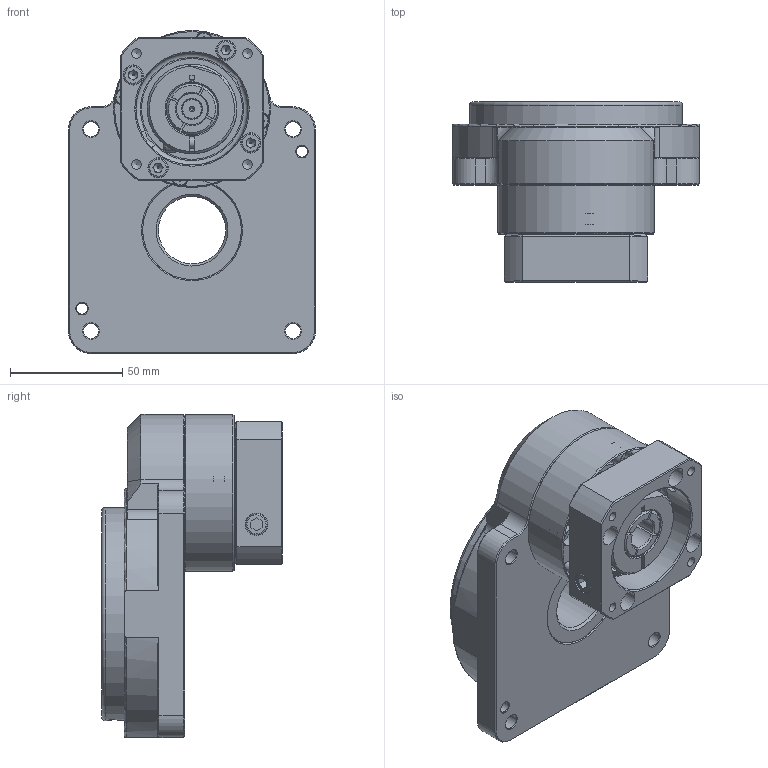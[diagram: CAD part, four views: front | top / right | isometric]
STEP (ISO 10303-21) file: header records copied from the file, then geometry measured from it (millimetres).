
FILE_DESCRIPTION((''),'2;1');
FILE_NAME('KGT-110C-1.stp','2016-10-19T12:39:02',('Young'),(''),'Autodesk Inventor 2012','Autodesk Inventor 2012','');
FILE_SCHEMA(('AUTOMOTIVE_DESIGN { 1 0 10303 214 1 1 1 1 }'));
Length unit declared in the file: millimetre
Products named in the file (3): 조립품9; KGT-110C-1; BS 4168 : 부품 1 6각 소켓 머리 캡 나사 - 미터 M5 x 16
Assembly tree (2 placements, depth 2):
  조립품9
    KGT-110C-1
    BS 4168 : 부품 1 6각 소켓 머리 캡 나사 - 미터 M5 x 16
Bounding box: 110 x 80.5 x 144 mm (x, y, z)
Volume: 380198.5 mm3; surface area: 144415.2 mm2
Topology: 22 solids, 22 shells, 622 faces, 1393 edges, 866 vertices
Faces by surface type: plane 284, cone 163, cylinder 150, torus 23, bspline 2
Full cylindrical faces by diameter (mm): 1.5 x2, 2.459 x4, 3.3 x10, 4.2 x15, 4.5 x4, 5 x13, 5.5 x5, 6.8 x4, 8 x4, 8.5 x9, 9 x7, 9.1 x1, 9.5 x2, 14 x1, 14.1 x1, 19.9 x1, 20 x1, 24 x1, 24.8 x1, 25 x1, 30 x1, 31 x1, 37 x3, 38 x1, 39.8 x1, 40 x5, 40.001 x1, 42 x2, 44 x2, 44.6 x1
Entity records: 16045 total; most frequent: CARTESIAN_POINT 3253, DIRECTION 2771, ORIENTED_EDGE 2110, AXIS2_PLACEMENT_3D 1175, EDGE_CURVE 1055, EDGE_LOOP 986, VERTEX_POINT 785, FACE_OUTER_BOUND 622
